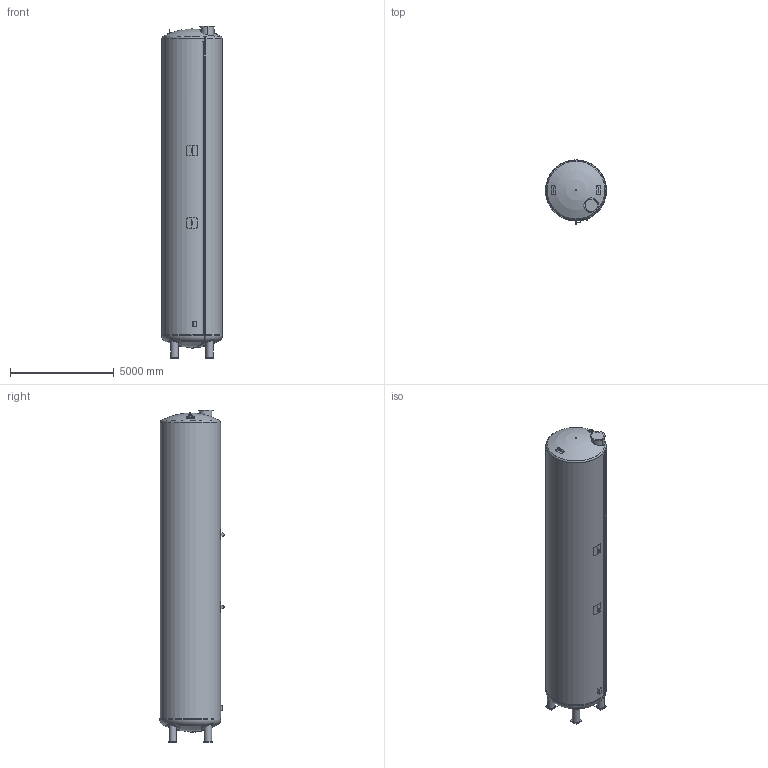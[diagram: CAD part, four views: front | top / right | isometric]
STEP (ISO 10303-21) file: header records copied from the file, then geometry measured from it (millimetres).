
FILE_DESCRIPTION((''),'2;1');
FILE_NAME('Z-38_12-260_Behälter_ø2900_100m³_Dichte=1,0.stp','2014-02-18T15:07:20',('yh'),(''),'Autodesk Inventor 2012','Autodesk Inventor 2012','');
FILE_SCHEMA(('AUTOMOTIVE_DESIGN { 1 0 10303 214 1 1 1 1 }'));
Length unit declared in the file: millimetre
Products named in the file (1): Z-38_12-260_Behälter_ø2900_100m³_Dichte=1,0_KV
Bounding box: 2942 x 3101 x 16028.62 mm (x, y, z)
Volume: 98821783439.1 mm3; surface area: 176586018.8 mm2
Topology: 5 solids, 9 shells, 220 faces, 539 edges, 350 vertices
Faces by surface type: plane 113, cylinder 58, torus 22, sphere 19, cone 8
Full cylindrical faces by diameter (mm): 21.3 x2, 48.3 x1, 60.3 x1, 230 x4, 336.6 x4, 355.6 x4, 598 x1, 600 x4, 610 x1, 720 x2, 2918 x1, 2942 x1
Entity records: 9108 total; most frequent: CARTESIAN_POINT 3979, DIRECTION 974, ORIENTED_EDGE 972, EDGE_CURVE 486, AXIS2_PLACEMENT_3D 377, VERTEX_POINT 330, EDGE_LOOP 276, STYLED_ITEM 225
